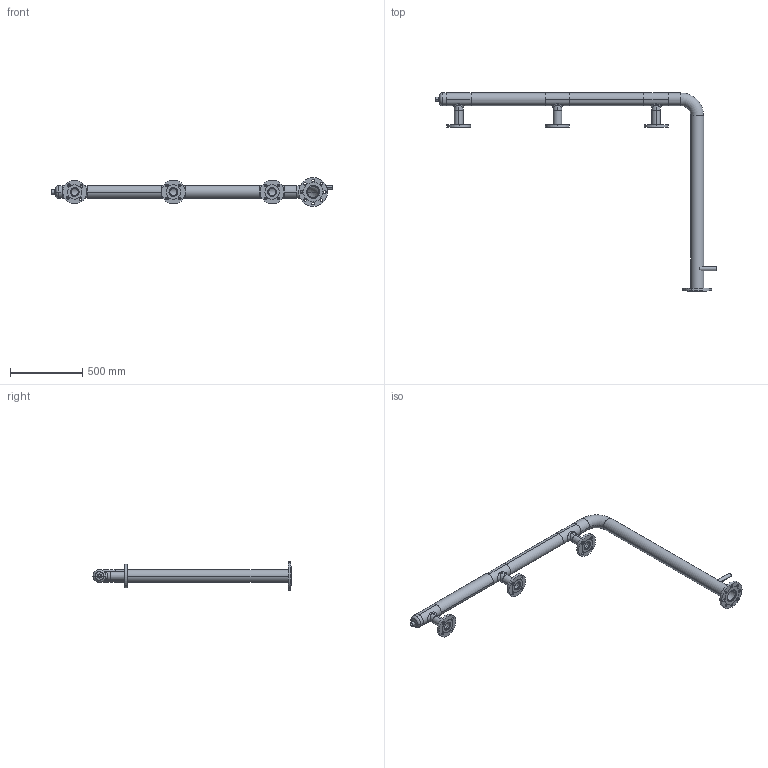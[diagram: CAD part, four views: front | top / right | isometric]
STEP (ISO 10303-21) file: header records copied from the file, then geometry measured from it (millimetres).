
FILE_DESCRIPTION (( 'STEP AP203' ), '1' );
FILE_NAME ('3674-50_REV_.step', '2026-02-27T03:50:42', ( '' ), ( '' ), 'SwSTEP 2.0', 'SolidWorks 2025', '' );
FILE_SCHEMA (( 'CONFIG_CONTROL_DESIGN' ));
Length unit declared in the file: millimetre
Products named in the file (9): OEM-1_2-BSPP-3000-316L; OEM-80NB-PN10-SO-316L_80NB BORE; OEM-80-LR-40-316L_Default<As Machined>; OEM-50-PN10-SO-316L; 3674-50-10_Default<As Machined>; 3674-50-20_Default<As Machined>; OEM-80x50-T-40-316L; 3674-50_REV_; OEM-80NB-40-C_316L
Assembly tree (12 placements, depth 2):
  3674-50_REV_
    3674-50-10_Default<As Machined>
    OEM-80-LR-40-316L_Default<As Machined>
    OEM-80x50-T-40-316L  x3
    OEM-80NB-40-C_316L
    OEM-80NB-PN10-SO-316L_80NB BORE
    OEM-50-PN10-SO-316L  x3
    OEM-1_2-BSPP-3000-316L
    3674-50-20_Default<As Machined>
Bounding box: 1951.7 x 1374.45 x 199.81 mm (x, y, z)
Volume: 6251616 mm3; surface area: 2034100.5 mm2
Topology: 18 solids, 18 shells, 193 faces, 439 edges, 289 vertices
Faces by surface type: cylinder 128, plane 43, torus 8, bspline 6, sphere 4, cone 4
Entity records: 5805 total; most frequent: CARTESIAN_POINT 1532, DIRECTION 764, ORIENTED_EDGE 590, AXIS2_PLACEMENT_3D 337, EDGE_CURVE 295, VERTEX_POINT 193, CIRCLE 191, EDGE_LOOP 188
